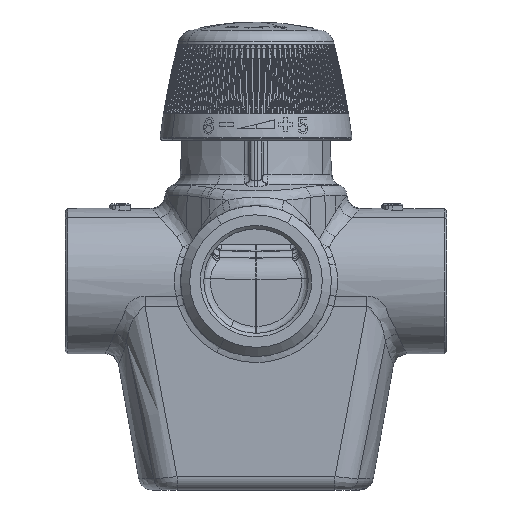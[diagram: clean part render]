
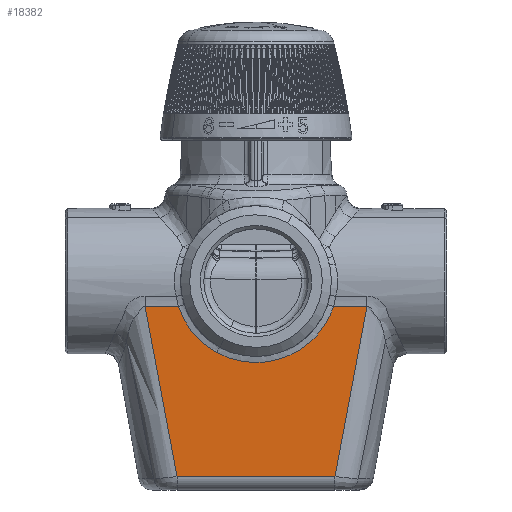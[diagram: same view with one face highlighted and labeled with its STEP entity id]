
A CAD part, left-side view. The second image highlights one B-rep face of the part: STEP entity #18382.
In plain terms, the highlighted planar face has unit normal (-1, 0, -0.021).
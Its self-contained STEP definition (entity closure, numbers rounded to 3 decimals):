
#17962=CARTESIAN_POINT('Vertex',(-14.598,-17.39,-43.063)) ;
#18066=CARTESIAN_POINT('Vertex',(-15.383,-24.434,-5.606)) ;
#18070=CARTESIAN_POINT('Control Point',(-14.598,-17.39,-43.063)) ;
#18071=CARTESIAN_POINT('Control Point',(-14.63,-17.689,-41.525)) ;
#18072=CARTESIAN_POINT('Control Point',(-14.662,-17.986,-39.987)) ;
#18073=CARTESIAN_POINT('Control Point',(-14.695,-18.283,-38.447)) ;
#18074=CARTESIAN_POINT('Control Point',(-14.851,-19.718,-30.962)) ;
#18075=CARTESIAN_POINT('Control Point',(-15.009,-21.13,-23.463)) ;
#18076=CARTESIAN_POINT('Control Point',(-15.133,-22.236,-17.528)) ;
#18077=CARTESIAN_POINT('Control Point',(-15.258,-23.338,-11.571)) ;
#18078=CARTESIAN_POINT('Control Point',(-15.383,-24.434,-5.606)) ;
#18152=CARTESIAN_POINT('Vertex',(-14.598,17.39,-43.063)) ;
#18256=CARTESIAN_POINT('Vertex',(-15.383,24.434,-5.606)) ;
#18260=CARTESIAN_POINT('Control Point',(-15.383,24.434,-5.606)) ;
#18261=CARTESIAN_POINT('Control Point',(-15.285,23.577,-10.269)) ;
#18262=CARTESIAN_POINT('Control Point',(-15.187,22.716,-14.927)) ;
#18263=CARTESIAN_POINT('Control Point',(-15.09,21.851,-19.586)) ;
#18264=CARTESIAN_POINT('Control Point',(-14.932,20.446,-27.094)) ;
#18265=CARTESIAN_POINT('Control Point',(-14.775,19.023,-34.591)) ;
#18266=CARTESIAN_POINT('Control Point',(-14.716,18.482,-37.418)) ;
#18267=CARTESIAN_POINT('Control Point',(-14.657,17.938,-40.242)) ;
#18268=CARTESIAN_POINT('Control Point',(-14.598,17.39,-43.063)) ;
#18282=CARTESIAN_POINT('Line Origine',(-14.598,0.,-43.063)) ;
#18294=CARTESIAN_POINT('Axis2P3D Location',(-15.5,0.,0.)) ;
#18300=CARTESIAN_POINT('Control Point',(-15.383,17.083,-5.609)) ;
#18301=CARTESIAN_POINT('Control Point',(-15.383,18.432,-5.609)) ;
#18302=CARTESIAN_POINT('Control Point',(-15.383,19.769,-5.609)) ;
#18303=CARTESIAN_POINT('Control Point',(-15.383,20.976,-5.609)) ;
#18304=CARTESIAN_POINT('Control Point',(-15.383,22.346,-5.609)) ;
#18305=CARTESIAN_POINT('Control Point',(-15.383,23.673,-5.609)) ;
#18306=CARTESIAN_POINT('Control Point',(-15.383,23.716,-5.609)) ;
#18307=CARTESIAN_POINT('Control Point',(-15.383,23.803,-5.609)) ;
#18308=CARTESIAN_POINT('Control Point',(-15.383,23.888,-5.609)) ;
#18309=CARTESIAN_POINT('Control Point',(-15.383,23.931,-5.609)) ;
#18310=CARTESIAN_POINT('Control Point',(-15.383,24.068,-5.609)) ;
#18311=CARTESIAN_POINT('Control Point',(-15.383,24.203,-5.609)) ;
#18312=CARTESIAN_POINT('Control Point',(-15.383,24.24,-5.608)) ;
#18313=CARTESIAN_POINT('Control Point',(-15.383,24.337,-5.608)) ;
#18314=CARTESIAN_POINT('Control Point',(-15.383,24.434,-5.606)) ;
#18315=CARTESIAN_POINT('Vertex',(-15.383,17.083,-5.609)) ;
#18319=CARTESIAN_POINT('Control Point',(-15.383,-24.434,-5.606)) ;
#18320=CARTESIAN_POINT('Control Point',(-15.383,-24.345,-5.607)) ;
#18321=CARTESIAN_POINT('Control Point',(-15.383,-24.256,-5.608)) ;
#18322=CARTESIAN_POINT('Control Point',(-15.383,-24.166,-5.609)) ;
#18323=CARTESIAN_POINT('Control Point',(-15.383,-24.064,-5.609)) ;
#18324=CARTESIAN_POINT('Control Point',(-15.383,-23.961,-5.609)) ;
#18325=CARTESIAN_POINT('Control Point',(-15.383,-23.948,-5.609)) ;
#18326=CARTESIAN_POINT('Control Point',(-15.383,-23.908,-5.609)) ;
#18327=CARTESIAN_POINT('Control Point',(-15.383,-23.864,-5.609)) ;
#18328=CARTESIAN_POINT('Control Point',(-15.383,-23.834,-5.609)) ;
#18329=CARTESIAN_POINT('Control Point',(-15.383,-23.789,-5.609)) ;
#18330=CARTESIAN_POINT('Control Point',(-15.383,-23.747,-5.609)) ;
#18331=CARTESIAN_POINT('Control Point',(-15.383,-23.733,-5.609)) ;
#18332=CARTESIAN_POINT('Control Point',(-15.383,-23.707,-5.609)) ;
#18333=CARTESIAN_POINT('Control Point',(-15.383,-23.681,-5.609)) ;
#18334=CARTESIAN_POINT('Control Point',(-15.383,-23.668,-5.609)) ;
#18335=CARTESIAN_POINT('Control Point',(-15.383,-22.359,-5.609)) ;
#18336=CARTESIAN_POINT('Control Point',(-15.383,-21.006,-5.609)) ;
#18337=CARTESIAN_POINT('Control Point',(-15.383,-19.796,-5.609)) ;
#18338=CARTESIAN_POINT('Control Point',(-15.383,-18.446,-5.609)) ;
#18339=CARTESIAN_POINT('Control Point',(-15.383,-17.083,-5.609)) ;
#18340=CARTESIAN_POINT('Vertex',(-15.383,-17.083,-5.609)) ;
#18344=CARTESIAN_POINT('Control Point',(-15.17,8.63,-15.734)) ;
#18345=CARTESIAN_POINT('Control Point',(-15.154,7.171,-16.531)) ;
#18346=CARTESIAN_POINT('Control Point',(-15.141,5.62,-17.159)) ;
#18347=CARTESIAN_POINT('Control Point',(-15.131,4.003,-17.605)) ;
#18348=CARTESIAN_POINT('Control Point',(-15.121,0.695,-18.115)) ;
#18349=CARTESIAN_POINT('Control Point',(-15.126,-2.643,-17.859)) ;
#18350=CARTESIAN_POINT('Control Point',(-15.133,-4.29,-17.537)) ;
#18351=CARTESIAN_POINT('Control Point',(-15.154,-7.479,-16.521)) ;
#18352=CARTESIAN_POINT('Control Point',(-15.19,-10.352,-14.804)) ;
#18353=CARTESIAN_POINT('Control Point',(-15.211,-11.683,-13.782)) ;
#18354=CARTESIAN_POINT('Control Point',(-15.255,-13.832,-11.696)) ;
#18355=CARTESIAN_POINT('Control Point',(-15.307,-15.505,-9.221)) ;
#18356=CARTESIAN_POINT('Control Point',(-15.331,-16.142,-8.064)) ;
#18357=CARTESIAN_POINT('Control Point',(-15.356,-16.669,-6.855)) ;
#18358=CARTESIAN_POINT('Control Point',(-15.383,-17.083,-5.609)) ;
#18359=CARTESIAN_POINT('Vertex',(-15.17,8.63,-15.734)) ;
#18363=CARTESIAN_POINT('Control Point',(-15.383,17.083,-5.609)) ;
#18364=CARTESIAN_POINT('Control Point',(-15.349,16.559,-7.187)) ;
#18365=CARTESIAN_POINT('Control Point',(-15.318,15.853,-8.704)) ;
#18366=CARTESIAN_POINT('Control Point',(-15.288,14.974,-10.133)) ;
#18367=CARTESIAN_POINT('Control Point',(-15.243,13.291,-12.268)) ;
#18368=CARTESIAN_POINT('Control Point',(-15.206,11.249,-14.047)) ;
#18369=CARTESIAN_POINT('Control Point',(-15.193,10.416,-14.672)) ;
#18370=CARTESIAN_POINT('Control Point',(-15.181,9.541,-15.236)) ;
#18371=CARTESIAN_POINT('Control Point',(-15.17,8.63,-15.734)) ;
#18283=DIRECTION('Vector Direction',(0.,-1.,0.)) ;
#18295=DIRECTION('Axis2P3D Direction',(-1.,-0.,-0.021)) ;
#18296=DIRECTION('Axis2P3D XDirection',(0.,-1.,0.)) ;
#18297=AXIS2_PLACEMENT_3D('Plane Axis2P3D',#18294,#18295,#18296) ;
#18374=ORIENTED_EDGE('',*,*,#18317,.T.) ;
#18375=ORIENTED_EDGE('',*,*,#18269,.F.) ;
#18376=ORIENTED_EDGE('',*,*,#18286,.F.) ;
#18377=ORIENTED_EDGE('',*,*,#18079,.F.) ;
#18378=ORIENTED_EDGE('',*,*,#18342,.T.) ;
#18379=ORIENTED_EDGE('',*,*,#18361,.T.) ;
#18380=ORIENTED_EDGE('',*,*,#18372,.T.) ;
#18284=VECTOR('Line Direction',#18283,1.) ;
#18382=ADVANCED_FACE('Brep With Voids',(#18381),#18298,.T.) ;
#18069=B_SPLINE_CURVE_WITH_KNOTS('',5,(#18070,#18071,#18072,#18073,#18074,#18075,#18076,#18077,#18078),.UNSPECIFIED.,.F.,.U.,(6,3,6),(17.62,25.478,55.775),.UNSPECIFIED.) ;
#18259=B_SPLINE_CURVE_WITH_KNOTS('',5,(#18260,#18261,#18262,#18263,#18264,#18265,#18266,#18267,#18268),.UNSPECIFIED.,.F.,.U.,(6,3,6),(22.604,46.329,60.759),.UNSPECIFIED.) ;
#18299=B_SPLINE_CURVE_WITH_KNOTS('',5,(#18300,#18301,#18302,#18303,#18304,#18305,#18306,#18307,#18308,#18309,#18310,#18311,#18312,#18313,#18314),.UNSPECIFIED.,.F.,.U.,(6,3,3,3,6),(0.,9.303,9.616,9.929,10.643),.UNSPECIFIED.) ;
#18318=B_SPLINE_CURVE_WITH_KNOTS('',5,(#18319,#18320,#18321,#18322,#18323,#18324,#18325,#18326,#18327,#18328,#18329,#18330,#18331,#18332,#18333,#18334,#18335,#18336,#18337,#18338,#18339),.UNSPECIFIED.,.F.,.U.,(6,3,3,3,3,3,6),(0.,0.66,0.755,0.944,1.038,1.133,10.568),.UNSPECIFIED.) ;
#18343=B_SPLINE_CURVE_WITH_KNOTS('',5,(#18344,#18345,#18346,#18347,#18348,#18349,#18350,#18351,#18352,#18353,#18354,#18355,#18356,#18357,#18358),.UNSPECIFIED.,.F.,.U.,(6,3,3,3,6),(0.,11.869,23.739,35.609,44.985),.UNSPECIFIED.) ;
#18362=B_SPLINE_CURVE_WITH_KNOTS('',5,(#18363,#18364,#18365,#18366,#18367,#18368,#18369,#18370,#18371),.UNSPECIFIED.,.F.,.U.,(6,3,6),(0.,11.852,19.252),.UNSPECIFIED.) ;
#18079=EDGE_CURVE('',#18067,#17963,#18069,.F.) ;
#18269=EDGE_CURVE('',#18153,#18257,#18259,.F.) ;
#18286=EDGE_CURVE('',#17963,#18153,#18285,.F.) ;
#18317=EDGE_CURVE('',#18316,#18257,#18299,.T.) ;
#18342=EDGE_CURVE('',#18067,#18341,#18318,.T.) ;
#18361=EDGE_CURVE('',#18341,#18360,#18343,.F.) ;
#18372=EDGE_CURVE('',#18360,#18316,#18362,.F.) ;
#18373=EDGE_LOOP('',(#18374,#18375,#18376,#18377,#18378,#18379,#18380)) ;
#18381=FACE_OUTER_BOUND('',#18373,.T.) ;
#18285=LINE('Line',#18282,#18284) ;
#18298=PLANE('',#18297) ;
#17963=VERTEX_POINT('',#17962) ;
#18067=VERTEX_POINT('',#18066) ;
#18153=VERTEX_POINT('',#18152) ;
#18257=VERTEX_POINT('',#18256) ;
#18316=VERTEX_POINT('',#18315) ;
#18341=VERTEX_POINT('',#18340) ;
#18360=VERTEX_POINT('',#18359) ;
